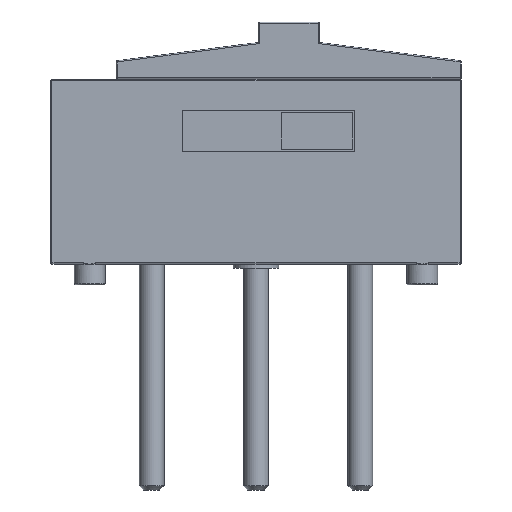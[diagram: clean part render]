
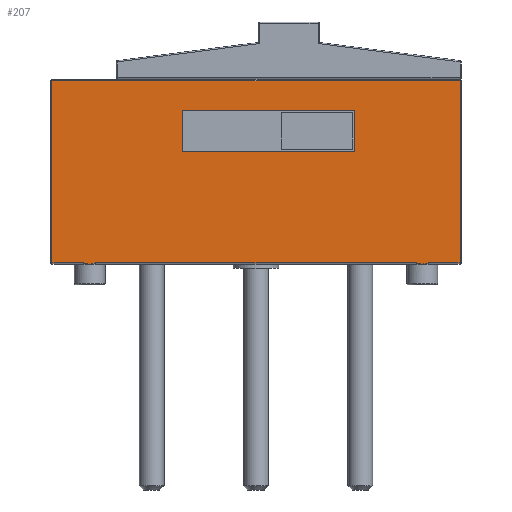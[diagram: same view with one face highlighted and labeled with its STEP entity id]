
A CAD part, front view. The second image highlights one B-rep face of the part: STEP entity #207.
In plain terms, the highlighted planar face has unit normal (0, -1, 0).
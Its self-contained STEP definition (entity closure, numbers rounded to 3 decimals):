
#2 = LINE ( 'NONE', #1432, #3183 ) ;
#46 = DIRECTION ( 'NONE',  ( -1., 0., 0. ) ) ;
#58 = CARTESIAN_POINT ( 'NONE',  ( 3.903, -1.25, -4.47 ) ) ;
#66 = DIRECTION ( 'NONE',  ( 0., 0., -1. ) ) ;
#103 = CARTESIAN_POINT ( 'NONE',  ( 4.05, -1.25, -4.47 ) ) ;
#118 = DIRECTION ( 'NONE',  ( 1., 0., 0. ) ) ;
#128 = LINE ( 'NONE', #5093, #5584 ) ;
#130 = VERTEX_POINT ( 'NONE', #1431 ) ;
#162 = EDGE_CURVE ( 'NONE', #1079, #5237, #4333, .T. ) ;
#207 = ADVANCED_FACE ( 'NONE', ( #4083, #5290 ), #5666, .T. ) ;
#240 = VECTOR ( 'NONE', #860, 1000. ) ;
#350 = CARTESIAN_POINT ( 'NONE',  ( -4.05, -1.25, -4.47 ) ) ;
#369 = ORIENTED_EDGE ( 'NONE', *, *, #1958, .F. ) ;
#430 = CARTESIAN_POINT ( 'NONE',  ( 4.197, -1.25, -4.47 ) ) ;
#431 = CARTESIAN_POINT ( 'NONE',  ( 2.4, -1.25, -1.75 ) ) ;
#472 = EDGE_CURVE ( 'NONE', #4976, #2230, #3492, .T. ) ;
#492 = LINE ( 'NONE', #1521, #1939 ) ;
#496 = CARTESIAN_POINT ( 'NONE',  ( -4.97, -1.25, -0.03 ) ) ;
#545 = LINE ( 'NONE', #350, #4657 ) ;
#589 = VERTEX_POINT ( 'NONE', #2293 ) ;
#632 = B_SPLINE_CURVE_WITH_KNOTS ( 'NONE', 3,
 ( #1347, #2668, #3158, #850 ),
 .UNSPECIFIED., .F., .F.,
 ( 4, 4 ),
 ( 0., 0. ),
 .UNSPECIFIED. ) ;
#850 = CARTESIAN_POINT ( 'NONE',  ( -4.05, -1.25, -4.5 ) ) ;
#851 = ORIENTED_EDGE ( 'NONE', *, *, #162, .T. ) ;
#860 = DIRECTION ( 'NONE',  ( 1., 0., 0. ) ) ;
#874 = ORIENTED_EDGE ( 'NONE', *, *, #2354, .T. ) ;
#916 = CARTESIAN_POINT ( 'NONE',  ( -3.954, -1.25, -4.47 ) ) ;
#1011 = ORIENTED_EDGE ( 'NONE', *, *, #4616, .T. ) ;
#1042 = CARTESIAN_POINT ( 'NONE',  ( 3.903, -1.25, -4.47 ) ) ;
#1047 = CARTESIAN_POINT ( 'NONE',  ( 4.197, -1.25, -4.47 ) ) ;
#1062 = CARTESIAN_POINT ( 'NONE',  ( 3.954, -1.25, -4.47 ) ) ;
#1079 = VERTEX_POINT ( 'NONE', #4285 ) ;
#1159 = CARTESIAN_POINT ( 'NONE',  ( 4.97, -1.25, -4.5 ) ) ;
#1179 = DIRECTION ( 'NONE',  ( 0., 0., 1. ) ) ;
#1200 = B_SPLINE_CURVE_WITH_KNOTS ( 'NONE', 3,
 ( #1873, #3271, #916, #3726 ),
 .UNSPECIFIED., .F., .F.,
 ( 4, 4 ),
 ( 0., 0. ),
 .UNSPECIFIED. ) ;
#1347 = CARTESIAN_POINT ( 'NONE',  ( -4.197, -1.25, -4.47 ) ) ;
#1392 = LINE ( 'NONE', #1159, #5745 ) ;
#1431 = CARTESIAN_POINT ( 'NONE',  ( 4.97, -1.25, -4.47 ) ) ;
#1432 = CARTESIAN_POINT ( 'NONE',  ( -1.8, -1.25, -4.5 ) ) ;
#1521 = CARTESIAN_POINT ( 'NONE',  ( -4.97, -1.25, -4.5 ) ) ;
#1598 = EDGE_CURVE ( 'NONE', #3972, #1891, #1200, .T. ) ;
#1636 = ORIENTED_EDGE ( 'NONE', *, *, #3948, .T. ) ;
#1652 = VECTOR ( 'NONE', #2864, 1000. ) ;
#1775 = CARTESIAN_POINT ( 'NONE',  ( -1.8, -1.25, -0.75 ) ) ;
#1837 = EDGE_CURVE ( 'NONE', #3615, #4891, #492, .T. ) ;
#1863 = CARTESIAN_POINT ( 'NONE',  ( -5., -1.25, -1.75 ) ) ;
#1873 = CARTESIAN_POINT ( 'NONE',  ( -4.05, -1.25, -4.5 ) ) ;
#1891 = VERTEX_POINT ( 'NONE', #2496 ) ;
#1939 = VECTOR ( 'NONE', #5648, 1000. ) ;
#1958 = EDGE_CURVE ( 'NONE', #2230, #589, #3799, .T. ) ;
#1987 = CARTESIAN_POINT ( 'NONE',  ( 4.098, -1.25, -4.486 ) ) ;
#2124 = CARTESIAN_POINT ( 'NONE',  ( -4.97, -1.25, -4.47 ) ) ;
#2230 = VERTEX_POINT ( 'NONE', #431 ) ;
#2252 = LINE ( 'NONE', #4209, #5884 ) ;
#2258 = EDGE_CURVE ( 'NONE', #589, #4480, #128, .T. ) ;
#2293 = CARTESIAN_POINT ( 'NONE',  ( 2.4, -1.25, -0.75 ) ) ;
#2322 = EDGE_CURVE ( 'NONE', #4480, #4976, #2, .T. ) ;
#2324 = ORIENTED_EDGE ( 'NONE', *, *, #1837, .T. ) ;
#2354 = EDGE_CURVE ( 'NONE', #4109, #3615, #3376, .T. ) ;
#2417 = CARTESIAN_POINT ( 'NONE',  ( 4.97, -1.25, -0.03 ) ) ;
#2496 = CARTESIAN_POINT ( 'NONE',  ( -3.903, -1.25, -4.47 ) ) ;
#2546 = VERTEX_POINT ( 'NONE', #4565 ) ;
#2668 = CARTESIAN_POINT ( 'NONE',  ( -4.146, -1.25, -4.47 ) ) ;
#2808 = EDGE_LOOP ( 'NONE', ( #3204, #369, #4171, #5088 ) ) ;
#2864 = DIRECTION ( 'NONE',  ( -1., 0., 0. ) ) ;
#2941 = VECTOR ( 'NONE', #4297, 1000. ) ;
#2955 = DIRECTION ( 'NONE',  ( 0., -1., 0. ) ) ;
#3026 = EDGE_CURVE ( 'NONE', #1891, #5789, #4074, .T. ) ;
#3112 = ORIENTED_EDGE ( 'NONE', *, *, #3026, .T. ) ;
#3158 = CARTESIAN_POINT ( 'NONE',  ( -4.098, -1.25, -4.486 ) ) ;
#3183 = VECTOR ( 'NONE', #66, 1000. ) ;
#3204 = ORIENTED_EDGE ( 'NONE', *, *, #2258, .F. ) ;
#3253 = CARTESIAN_POINT ( 'NONE',  ( -4.05, -1.25, -4.5 ) ) ;
#3271 = CARTESIAN_POINT ( 'NONE',  ( -4.002, -1.25, -4.486 ) ) ;
#3366 = EDGE_CURVE ( 'NONE', #4891, #2546, #545, .T. ) ;
#3376 = LINE ( 'NONE', #4176, #1652 ) ;
#3391 = CARTESIAN_POINT ( 'NONE',  ( 4.002, -1.25, -4.486 ) ) ;
#3492 = LINE ( 'NONE', #1863, #240 ) ;
#3529 = ORIENTED_EDGE ( 'NONE', *, *, #5872, .T. ) ;
#3615 = VERTEX_POINT ( 'NONE', #496 ) ;
#3726 = CARTESIAN_POINT ( 'NONE',  ( -3.903, -1.25, -4.47 ) ) ;
#3799 = LINE ( 'NONE', #5685, #2941 ) ;
#3818 = CARTESIAN_POINT ( 'NONE',  ( 4.05, -1.25, -4.5 ) ) ;
#3871 = DIRECTION ( 'NONE',  ( 0., 0., -1. ) ) ;
#3948 = EDGE_CURVE ( 'NONE', #2546, #3972, #632, .T. ) ;
#3972 = VERTEX_POINT ( 'NONE', #3253 ) ;
#3980 = AXIS2_PLACEMENT_3D ( 'NONE', #4318, #2955, #3871 ) ;
#4074 = LINE ( 'NONE', #103, #4652 ) ;
#4083 = FACE_BOUND ( 'NONE', #2808, .T. ) ;
#4109 = VERTEX_POINT ( 'NONE', #2417 ) ;
#4171 = ORIENTED_EDGE ( 'NONE', *, *, #472, .F. ) ;
#4176 = CARTESIAN_POINT ( 'NONE',  ( -5., -1.25, -0.03 ) ) ;
#4209 = CARTESIAN_POINT ( 'NONE',  ( 5., -1.25, -4.47 ) ) ;
#4278 = EDGE_CURVE ( 'NONE', #130, #4109, #1392, .T. ) ;
#4285 = CARTESIAN_POINT ( 'NONE',  ( 4.05, -1.25, -4.5 ) ) ;
#4297 = DIRECTION ( 'NONE',  ( 0., 0., 1. ) ) ;
#4318 = CARTESIAN_POINT ( 'NONE',  ( -5., -1.25, -4.5 ) ) ;
#4333 = B_SPLINE_CURVE_WITH_KNOTS ( 'NONE', 3,
 ( #5609, #1987, #5170, #1047 ),
 .UNSPECIFIED., .F., .F.,
 ( 4, 4 ),
 ( 0., 0. ),
 .UNSPECIFIED. ) ;
#4421 = CARTESIAN_POINT ( 'NONE',  ( -1.8, -1.25, -1.75 ) ) ;
#4480 = VERTEX_POINT ( 'NONE', #1775 ) ;
#4565 = CARTESIAN_POINT ( 'NONE',  ( -4.197, -1.25, -4.47 ) ) ;
#4616 = EDGE_CURVE ( 'NONE', #5237, #130, #2252, .T. ) ;
#4652 = VECTOR ( 'NONE', #118, 1000. ) ;
#4657 = VECTOR ( 'NONE', #5843, 1000. ) ;
#4823 = EDGE_LOOP ( 'NONE', ( #5392, #1636, #5252, #3112, #3529, #851, #1011, #5865, #874, #2324 ) ) ;
#4891 = VERTEX_POINT ( 'NONE', #2124 ) ;
#4976 = VERTEX_POINT ( 'NONE', #4421 ) ;
#5088 = ORIENTED_EDGE ( 'NONE', *, *, #2322, .F. ) ;
#5093 = CARTESIAN_POINT ( 'NONE',  ( -5., -1.25, -0.75 ) ) ;
#5114 = DIRECTION ( 'NONE',  ( 1., 0., 0. ) ) ;
#5170 = CARTESIAN_POINT ( 'NONE',  ( 4.146, -1.25, -4.47 ) ) ;
#5234 = B_SPLINE_CURVE_WITH_KNOTS ( 'NONE', 3,
 ( #1042, #1062, #3391, #3818 ),
 .UNSPECIFIED., .F., .F.,
 ( 4, 4 ),
 ( 0., 0. ),
 .UNSPECIFIED. ) ;
#5237 = VERTEX_POINT ( 'NONE', #430 ) ;
#5252 = ORIENTED_EDGE ( 'NONE', *, *, #1598, .T. ) ;
#5290 = FACE_OUTER_BOUND ( 'NONE', #4823, .T. ) ;
#5392 = ORIENTED_EDGE ( 'NONE', *, *, #3366, .T. ) ;
#5584 = VECTOR ( 'NONE', #46, 1000. ) ;
#5609 = CARTESIAN_POINT ( 'NONE',  ( 4.05, -1.25, -4.5 ) ) ;
#5648 = DIRECTION ( 'NONE',  ( 0., 0., -1. ) ) ;
#5666 = PLANE ( 'NONE',  #3980 ) ;
#5685 = CARTESIAN_POINT ( 'NONE',  ( 2.4, -1.25, -4.5 ) ) ;
#5745 = VECTOR ( 'NONE', #1179, 1000. ) ;
#5789 = VERTEX_POINT ( 'NONE', #58 ) ;
#5843 = DIRECTION ( 'NONE',  ( 1., 0., 0. ) ) ;
#5865 = ORIENTED_EDGE ( 'NONE', *, *, #4278, .T. ) ;
#5872 = EDGE_CURVE ( 'NONE', #5789, #1079, #5234, .T. ) ;
#5884 = VECTOR ( 'NONE', #5114, 1000. ) ;
